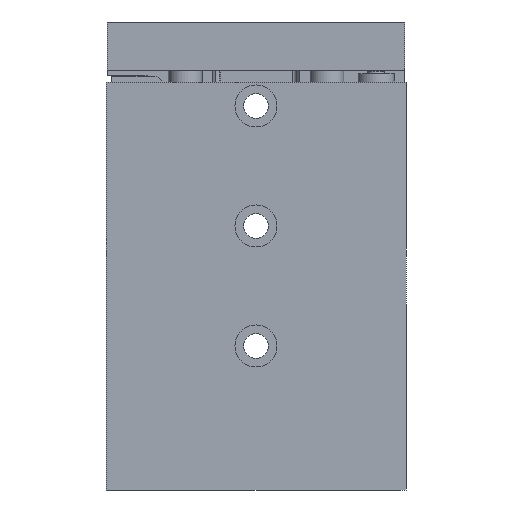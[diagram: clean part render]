
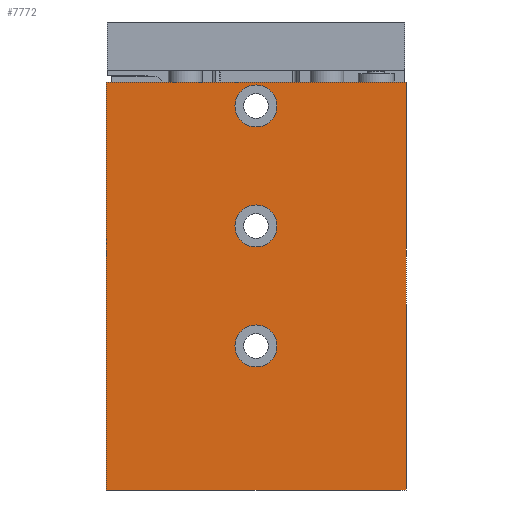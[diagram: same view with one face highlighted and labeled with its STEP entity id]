
A CAD part, front view. The second image highlights one B-rep face of the part: STEP entity #7772.
In plain terms, the highlighted planar face has unit normal (0, -1, 0).
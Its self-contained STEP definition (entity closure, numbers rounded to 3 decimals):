
#87=LINE('',#11366,#537);
#121=LINE('',#11442,#571);
#143=LINE('',#11534,#593);
#144=LINE('',#11542,#594);
#537=VECTOR('',#9132,1000.);
#571=VECTOR('',#9184,1000.);
#593=VECTOR('',#9254,1000.);
#594=VECTOR('',#9263,1000.);
#984=PLANE('',#8246);
#1276=ORIENTED_EDGE('',*,*,#3099,.F.);
#1277=ORIENTED_EDGE('',*,*,#3100,.F.);
#1278=ORIENTED_EDGE('',*,*,#3101,.F.);
#1279=ORIENTED_EDGE('',*,*,#3018,.F.);
#1280=ORIENTED_EDGE('',*,*,#3098,.F.);
#1281=ORIENTED_EDGE('',*,*,#3056,.T.);
#1282=ORIENTED_EDGE('',*,*,#3102,.T.);
#3018=EDGE_CURVE('',#3936,#3937,#87,.T.);
#3056=EDGE_CURVE('',#3970,#3969,#121,.T.);
#3098=EDGE_CURVE('',#3970,#3936,#143,.T.);
#3099=EDGE_CURVE('',#4006,#4006,#4612,.T.);
#3100=EDGE_CURVE('',#4007,#4007,#4613,.T.);
#3101=EDGE_CURVE('',#4008,#4008,#4614,.T.);
#3102=EDGE_CURVE('',#3969,#3937,#144,.T.);
#3936=VERTEX_POINT('',#11365);
#3937=VERTEX_POINT('',#11367);
#3969=VERTEX_POINT('',#11441);
#3970=VERTEX_POINT('',#11443);
#4006=VERTEX_POINT('',#11537);
#4007=VERTEX_POINT('',#11539);
#4008=VERTEX_POINT('',#11541);
#4612=CIRCLE('',#8247,3.5);
#4613=CIRCLE('',#8248,3.5);
#4614=CIRCLE('',#8249,3.5);
#5050=EDGE_LOOP('',(#1276));
#5051=EDGE_LOOP('',(#1277));
#5052=EDGE_LOOP('',(#1278));
#5053=EDGE_LOOP('',(#1279,#1280,#1281,#1282));
#5660=FACE_BOUND('',#5050,.T.);
#5661=FACE_BOUND('',#5051,.T.);
#5662=FACE_BOUND('',#5052,.T.);
#5663=FACE_BOUND('',#5053,.T.);
#7772=ADVANCED_FACE('',(#5660,#5661,#5662,#5663),#984,.T.);
#8246=AXIS2_PLACEMENT_3D('',#11535,#9255,#9256);
#8247=AXIS2_PLACEMENT_3D('',#11536,#9257,#9258);
#8248=AXIS2_PLACEMENT_3D('',#11538,#9259,#9260);
#8249=AXIS2_PLACEMENT_3D('',#11540,#9261,#9262);
#9132=DIRECTION('',(1.,0.,0.));
#9184=DIRECTION('',(1.,0.,0.));
#9254=DIRECTION('',(0.,0.,1.));
#9255=DIRECTION('',(0.,-1.,0.));
#9256=DIRECTION('',(0.,0.,-1.));
#9257=DIRECTION('',(0.,-1.,0.));
#9258=DIRECTION('',(0.,0.,-1.));
#9259=DIRECTION('',(0.,-1.,0.));
#9260=DIRECTION('',(0.,0.,-1.));
#9261=DIRECTION('',(0.,-1.,0.));
#9262=DIRECTION('',(0.,0.,-1.));
#9263=DIRECTION('',(0.,0.,1.));
#11365=CARTESIAN_POINT('',(-25.,0.,0.));
#11366=CARTESIAN_POINT('',(-25.,0.,0.));
#11367=CARTESIAN_POINT('',(25.,0.,0.));
#11441=CARTESIAN_POINT('',(25.,0.,-68.));
#11442=CARTESIAN_POINT('',(-25.,0.,-68.));
#11443=CARTESIAN_POINT('',(-25.,0.,-68.));
#11534=CARTESIAN_POINT('',(-25.,0.,-68.));
#11535=CARTESIAN_POINT('',(-25.,0.,-68.));
#11536=CARTESIAN_POINT('',(0.,0.,-24.));
#11537=CARTESIAN_POINT('',(0.,0.,-27.5));
#11538=CARTESIAN_POINT('',(0.,0.,-44.));
#11539=CARTESIAN_POINT('',(0.,0.,-47.5));
#11540=CARTESIAN_POINT('',(0.,0.,-4.));
#11541=CARTESIAN_POINT('',(0.,0.,-7.5));
#11542=CARTESIAN_POINT('',(25.,0.,-68.));
